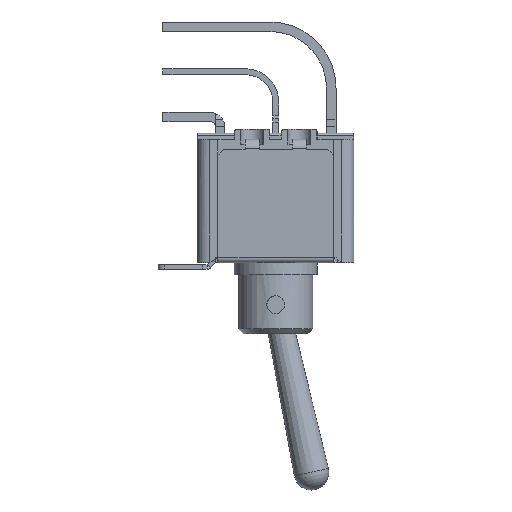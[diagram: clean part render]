
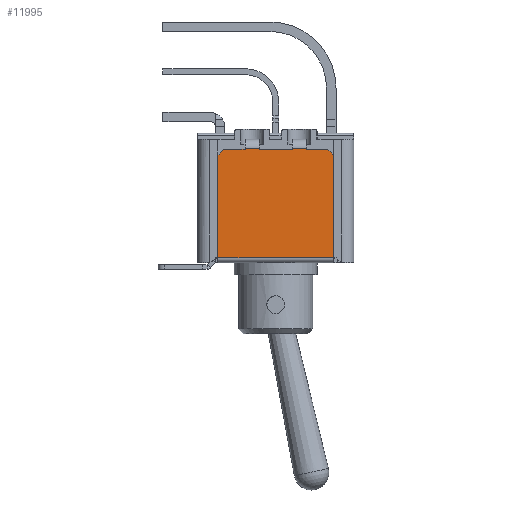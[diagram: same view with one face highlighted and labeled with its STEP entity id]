
A CAD part, top view. The second image highlights one B-rep face of the part: STEP entity #11995.
In plain terms, the highlighted planar face has unit normal (0, 0, 1).
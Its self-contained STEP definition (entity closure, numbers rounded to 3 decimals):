
#2953=DIRECTION('',(-1.,0.,0.));
#2954=VECTOR('',#2953,1.2);
#2955=CARTESIAN_POINT('',(2.6,9.65,3.425));
#2956=LINE('',#2955,#2954);
#2957=DIRECTION('',(0.,1.,0.));
#2958=VECTOR('',#2957,0.05);
#2959=CARTESIAN_POINT('',(2.6,9.6,3.425));
#2960=LINE('',#2959,#2958);
#2961=DIRECTION('',(-1.,0.,0.));
#2962=VECTOR('',#2961,1.8);
#2963=CARTESIAN_POINT('',(4.4,9.6,3.425));
#2964=LINE('',#2963,#2962);
#2965=DIRECTION('',(-0.707,0.707,0.));
#2966=VECTOR('',#2965,0.707);
#2967=CARTESIAN_POINT('',(4.9,9.1,3.425));
#2968=LINE('',#2967,#2966);
#2969=DIRECTION('',(0.,1.,0.));
#2970=VECTOR('',#2969,8.7);
#2971=CARTESIAN_POINT('',(4.9,0.4,3.425));
#2972=LINE('',#2971,#2970);
#2973=DIRECTION('',(-1.,0.,0.));
#2974=VECTOR('',#2973,9.8);
#2975=CARTESIAN_POINT('',(4.9,0.4,3.425));
#2976=LINE('',#2975,#2974);
#2977=DIRECTION('',(0.,-1.,0.));
#2978=VECTOR('',#2977,8.7);
#2979=CARTESIAN_POINT('',(-4.9,9.1,3.425));
#2980=LINE('',#2979,#2978);
#2981=DIRECTION('',(-0.707,-0.707,0.));
#2982=VECTOR('',#2981,0.707);
#2983=CARTESIAN_POINT('',(-4.4,9.6,3.425));
#2984=LINE('',#2983,#2982);
#2985=DIRECTION('',(-1.,0.,0.));
#2986=VECTOR('',#2985,1.8);
#2987=CARTESIAN_POINT('',(-2.6,9.6,3.425));
#2988=LINE('',#2987,#2986);
#2989=DIRECTION('',(0.,-1.,0.));
#2990=VECTOR('',#2989,0.05);
#2991=CARTESIAN_POINT('',(-2.6,9.65,3.425));
#2992=LINE('',#2991,#2990);
#2993=DIRECTION('',(-1.,0.,0.));
#2994=VECTOR('',#2993,1.2);
#2995=CARTESIAN_POINT('',(-1.4,9.65,3.425));
#2996=LINE('',#2995,#2994);
#2997=DIRECTION('',(0.,1.,0.));
#2998=VECTOR('',#2997,0.05);
#2999=CARTESIAN_POINT('',(-1.4,9.6,3.425));
#3000=LINE('',#2999,#2998);
#3001=DIRECTION('',(-1.,0.,0.));
#3002=VECTOR('',#3001,2.8);
#3003=CARTESIAN_POINT('',(1.4,9.6,3.425));
#3004=LINE('',#3003,#3002);
#3005=DIRECTION('',(0.,-1.,0.));
#3006=VECTOR('',#3005,0.05);
#3007=CARTESIAN_POINT('',(1.4,9.65,3.425));
#3008=LINE('',#3007,#3006);
#7671=CARTESIAN_POINT('',(4.9,9.1,3.425));
#7672=CARTESIAN_POINT('',(4.4,9.6,3.425));
#7673=VERTEX_POINT('',#7671);
#7674=VERTEX_POINT('',#7672);
#7675=CARTESIAN_POINT('',(2.6,9.6,3.425));
#7676=VERTEX_POINT('',#7675);
#7677=CARTESIAN_POINT('',(1.4,9.6,3.425));
#7678=CARTESIAN_POINT('',(-1.4,9.6,3.425));
#7679=VERTEX_POINT('',#7677);
#7680=VERTEX_POINT('',#7678);
#7681=CARTESIAN_POINT('',(-2.6,9.6,3.425));
#7682=CARTESIAN_POINT('',(-4.4,9.6,3.425));
#7683=VERTEX_POINT('',#7681);
#7684=VERTEX_POINT('',#7682);
#7685=CARTESIAN_POINT('',(-4.9,9.1,3.425));
#7686=VERTEX_POINT('',#7685);
#7769=CARTESIAN_POINT('',(4.9,0.4,3.425));
#7770=VERTEX_POINT('',#7769);
#7771=CARTESIAN_POINT('',(-4.9,0.4,3.425));
#7772=VERTEX_POINT('',#7771);
#7917=CARTESIAN_POINT('',(2.6,9.65,3.425));
#7918=VERTEX_POINT('',#7917);
#7919=CARTESIAN_POINT('',(1.4,9.65,3.425));
#7920=VERTEX_POINT('',#7919);
#7921=CARTESIAN_POINT('',(-1.4,9.65,3.425));
#7922=VERTEX_POINT('',#7921);
#7923=CARTESIAN_POINT('',(-2.6,9.65,3.425));
#7924=VERTEX_POINT('',#7923);
#11966=CARTESIAN_POINT('',(5.8,-0.325,3.425));
#11967=DIRECTION('',(0.,0.,1.));
#11968=DIRECTION('',(0.,1.,0.));
#11969=AXIS2_PLACEMENT_3D('',#11966,#11967,#11968);
#11970=PLANE('',#11969);
#11972=ORIENTED_EDGE('',*,*,#11971,.F.);
#11974=ORIENTED_EDGE('',*,*,#11973,.F.);
#11976=ORIENTED_EDGE('',*,*,#11975,.F.);
#11977=ORIENTED_EDGE('',*,*,#10754,.F.);
#11978=ORIENTED_EDGE('',*,*,#10771,.F.);
#11979=ORIENTED_EDGE('',*,*,#9807,.T.);
#11980=ORIENTED_EDGE('',*,*,#9849,.F.);
#11981=ORIENTED_EDGE('',*,*,#11946,.F.);
#11982=ORIENTED_EDGE('',*,*,#11957,.F.);
#11984=ORIENTED_EDGE('',*,*,#11983,.F.);
#11986=ORIENTED_EDGE('',*,*,#11985,.F.);
#11988=ORIENTED_EDGE('',*,*,#11987,.F.);
#11990=ORIENTED_EDGE('',*,*,#11989,.F.);
#11992=ORIENTED_EDGE('',*,*,#11991,.F.);
#11993=EDGE_LOOP('',(#11972,#11974,#11976,#11977,#11978,#11979,#11980,#11981,
#11982,#11984,#11986,#11988,#11990,#11992));
#11994=FACE_OUTER_BOUND('',#11993,.F.);
#11995=ADVANCED_FACE('',(#11994),#11970,.T.);
#9807=EDGE_CURVE('',#7770,#7772,#2976,.T.);
#9849=EDGE_CURVE('',#7686,#7772,#2980,.T.);
#10754=EDGE_CURVE('',#7673,#7674,#2968,.T.);
#10771=EDGE_CURVE('',#7770,#7673,#2972,.T.);
#11946=EDGE_CURVE('',#7684,#7686,#2984,.T.);
#11957=EDGE_CURVE('',#7683,#7684,#2988,.T.);
#11971=EDGE_CURVE('',#7918,#7920,#2956,.T.);
#11973=EDGE_CURVE('',#7676,#7918,#2960,.T.);
#11975=EDGE_CURVE('',#7674,#7676,#2964,.T.);
#11983=EDGE_CURVE('',#7924,#7683,#2992,.T.);
#11985=EDGE_CURVE('',#7922,#7924,#2996,.T.);
#11987=EDGE_CURVE('',#7680,#7922,#3000,.T.);
#11989=EDGE_CURVE('',#7679,#7680,#3004,.T.);
#11991=EDGE_CURVE('',#7920,#7679,#3008,.T.);
